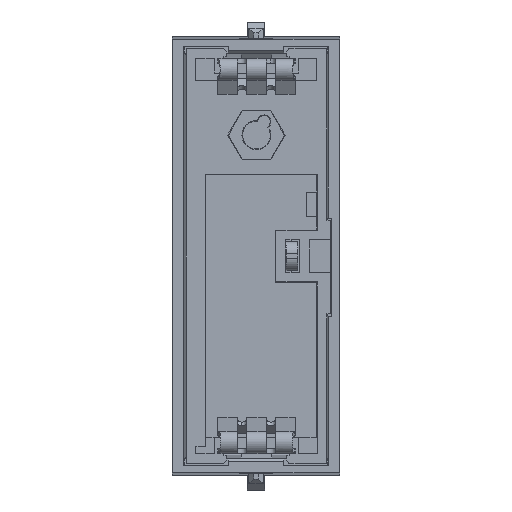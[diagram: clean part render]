
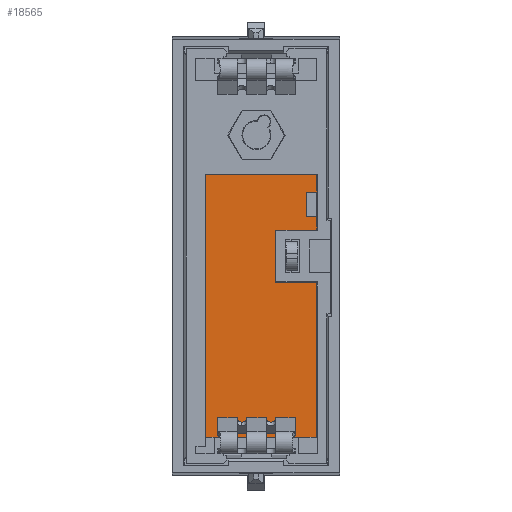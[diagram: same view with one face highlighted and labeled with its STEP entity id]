
A CAD part, front view. The second image highlights one B-rep face of the part: STEP entity #18565.
In plain terms, the highlighted planar face has unit normal (0, -1, 0).
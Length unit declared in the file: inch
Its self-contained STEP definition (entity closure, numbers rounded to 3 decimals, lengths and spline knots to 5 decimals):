
#71 = CARTESIAN_POINT ( 'NONE',  ( 0.2361, -0.6811, 0.3 ) ) ;
#119 = ORIENTED_EDGE ( 'NONE', *, *, #14459, .T. ) ;
#326 = EDGE_CURVE ( 'NONE', #13384, #21170, #14838, .T. ) ;
#350 = CARTESIAN_POINT ( 'NONE',  ( 0.11126, -0.6811, 0.145 ) ) ;
#853 = DIRECTION ( 'NONE',  ( 1., 0., 0. ) ) ;
#979 = EDGE_CURVE ( 'NONE', #20934, #2214, #19334, .T. ) ;
#1079 = CARTESIAN_POINT ( 'NONE',  ( 0.2789, -0.6811, -0.067 ) ) ;
#1318 = LINE ( 'NONE', #7615, #19386 ) ;
#1595 = DIRECTION ( 'NONE',  ( 1., 0., 0. ) ) ;
#1924 = LINE ( 'NONE', #13692, #17928 ) ;
#2001 = CARTESIAN_POINT ( 'NONE',  ( 0.23464, -0.6811, 0.34646 ) ) ;
#2022 = DIRECTION ( 'NONE',  ( 0., 1., 0. ) ) ;
#2208 = VECTOR ( 'NONE', #13617, 39.37008 ) ;
#2214 = VERTEX_POINT ( 'NONE', #350 ) ;
#2360 = VERTEX_POINT ( 'NONE', #24903 ) ;
#2412 = VERTEX_POINT ( 'NONE', #18897 ) ;
#2851 = LINE ( 'NONE', #7189, #11644 ) ;
#3544 = CARTESIAN_POINT ( 'NONE',  ( 0.23464, -0.6811, 0.2 ) ) ;
#3594 = AXIS2_PLACEMENT_3D ( 'NONE', #19934, #2022, #8202 ) ;
#3606 = CARTESIAN_POINT ( 'NONE',  ( 0.11126, -0.6811, -0.067 ) ) ;
#4246 = LINE ( 'NONE', #71, #9621 ) ;
#4397 = CARTESIAN_POINT ( 'NONE',  ( 0.2361, -0.6811, 0.2 ) ) ;
#4845 = CARTESIAN_POINT ( 'NONE',  ( 0.2789, -0.6811, 0.2 ) ) ;
#5111 = EDGE_CURVE ( 'NONE', #2214, #13671, #1318, .T. ) ;
#5137 = ORIENTED_EDGE ( 'NONE', *, *, #10177, .T. ) ;
#5329 = VERTEX_POINT ( 'NONE', #12652 ) ;
#5359 = DIRECTION ( 'NONE',  ( 0., 0., 1. ) ) ;
#5493 = VECTOR ( 'NONE', #1595, 39.37008 ) ;
#5534 = LINE ( 'NONE', #5666, #2208 ) ;
#5666 = CARTESIAN_POINT ( 'NONE',  ( 0.14173, -0.6811, -0.69882 ) ) ;
#6229 = PLANE ( 'NONE',  #3594 ) ;
#7189 = CARTESIAN_POINT ( 'NONE',  ( 0.2789, -0.6811, 0.37307 ) ) ;
#7302 = EDGE_CURVE ( 'NONE', #2412, #5329, #23938, .T. ) ;
#7578 = CARTESIAN_POINT ( 'NONE',  ( -0.17457, -0.6811, -0.69882 ) ) ;
#7615 = CARTESIAN_POINT ( 'NONE',  ( 0.11126, -0.6811, 0.145 ) ) ;
#8202 = DIRECTION ( 'NONE',  ( 1., 0., 0. ) ) ;
#8315 = DIRECTION ( 'NONE',  ( -1., 0., 0. ) ) ;
#8485 = ORIENTED_EDGE ( 'NONE', *, *, #7302, .T. ) ;
#8655 = VECTOR ( 'NONE', #10002, 39.37008 ) ;
#8783 = EDGE_LOOP ( 'NONE', ( #18732, #22464, #15964, #8485, #20471, #21469, #5137, #24446, #16813, #23595, #119, #19148 ) ) ;
#9533 = EDGE_CURVE ( 'NONE', #2360, #25308, #4246, .T. ) ;
#9553 = CARTESIAN_POINT ( 'NONE',  ( 0.24826, -0.6811, 0.145 ) ) ;
#9621 = VECTOR ( 'NONE', #8315, 39.37008 ) ;
#10002 = DIRECTION ( 'NONE',  ( 0., 0., 1. ) ) ;
#10177 = EDGE_CURVE ( 'NONE', #14049, #21419, #1924, .T. ) ;
#10396 = FACE_OUTER_BOUND ( 'NONE', #8783, .T. ) ;
#11145 = EDGE_CURVE ( 'NONE', #5329, #11615, #24948, .T. ) ;
#11424 = CARTESIAN_POINT ( 'NONE',  ( 0.2789, -0.6811, -0.69882 ) ) ;
#11615 = VERTEX_POINT ( 'NONE', #7578 ) ;
#11644 = VECTOR ( 'NONE', #5359, 39.37008 ) ;
#11941 = EDGE_CURVE ( 'NONE', #13671, #21419, #17160, .T. ) ;
#12206 = LINE ( 'NONE', #2001, #8655 ) ;
#12652 = CARTESIAN_POINT ( 'NONE',  ( -0.17457, -0.6811, 0.37307 ) ) ;
#13219 = DIRECTION ( 'NONE',  ( 0., 0., 1. ) ) ;
#13384 = VERTEX_POINT ( 'NONE', #3544 ) ;
#13617 = DIRECTION ( 'NONE',  ( -1., 0., 0. ) ) ;
#13671 = VERTEX_POINT ( 'NONE', #3606 ) ;
#13692 = CARTESIAN_POINT ( 'NONE',  ( 0.2789, -0.6811, 0.37307 ) ) ;
#14049 = VERTEX_POINT ( 'NONE', #11424 ) ;
#14459 = EDGE_CURVE ( 'NONE', #20934, #21170, #19358, .T. ) ;
#14838 = LINE ( 'NONE', #4397, #20316 ) ;
#15034 = CARTESIAN_POINT ( 'NONE',  ( -0.17457, -0.6811, 0.37307 ) ) ;
#15200 = CARTESIAN_POINT ( 'NONE',  ( 0.2789, -0.6811, -0.067 ) ) ;
#15561 = DIRECTION ( 'NONE',  ( -1., 0., 0. ) ) ;
#15641 = EDGE_CURVE ( 'NONE', #14049, #11615, #5534, .T. ) ;
#15964 = ORIENTED_EDGE ( 'NONE', *, *, #21607, .T. ) ;
#16111 = DIRECTION ( 'NONE',  ( -1., 0., 0. ) ) ;
#16702 = VECTOR ( 'NONE', #18822, 39.37008 ) ;
#16813 = ORIENTED_EDGE ( 'NONE', *, *, #5111, .F. ) ;
#17000 = VECTOR ( 'NONE', #15561, 39.37008 ) ;
#17160 = LINE ( 'NONE', #15200, #5493 ) ;
#17532 = CARTESIAN_POINT ( 'NONE',  ( 0.2789, -0.6811, 0.37307 ) ) ;
#17928 = VECTOR ( 'NONE', #23874, 39.37008 ) ;
#18565 = ADVANCED_FACE ( 'NONE', ( #10396 ), #6229, .F. ) ;
#18691 = VECTOR ( 'NONE', #16111, 39.37008 ) ;
#18732 = ORIENTED_EDGE ( 'NONE', *, *, #19495, .T. ) ;
#18811 = CARTESIAN_POINT ( 'NONE',  ( 0.23464, -0.6811, 0.3 ) ) ;
#18822 = DIRECTION ( 'NONE',  ( 0., 0., -1. ) ) ;
#18897 = CARTESIAN_POINT ( 'NONE',  ( 0.2789, -0.6811, 0.37307 ) ) ;
#19148 = ORIENTED_EDGE ( 'NONE', *, *, #326, .F. ) ;
#19334 = LINE ( 'NONE', #9553, #17000 ) ;
#19358 = LINE ( 'NONE', #17532, #21782 ) ;
#19386 = VECTOR ( 'NONE', #21687, 39.37008 ) ;
#19495 = EDGE_CURVE ( 'NONE', #13384, #25308, #12206, .T. ) ;
#19934 = CARTESIAN_POINT ( 'NONE',  ( 0.14173, -0.6811, 0.34646 ) ) ;
#20316 = VECTOR ( 'NONE', #853, 39.37008 ) ;
#20471 = ORIENTED_EDGE ( 'NONE', *, *, #11145, .T. ) ;
#20934 = VERTEX_POINT ( 'NONE', #22093 ) ;
#21170 = VERTEX_POINT ( 'NONE', #4845 ) ;
#21419 = VERTEX_POINT ( 'NONE', #1079 ) ;
#21469 = ORIENTED_EDGE ( 'NONE', *, *, #15641, .F. ) ;
#21607 = EDGE_CURVE ( 'NONE', #2360, #2412, #2851, .T. ) ;
#21687 = DIRECTION ( 'NONE',  ( 0., 0., -1. ) ) ;
#21782 = VECTOR ( 'NONE', #13219, 39.37008 ) ;
#21976 = CARTESIAN_POINT ( 'NONE',  ( -0.14173, -0.6811, 0.37307 ) ) ;
#22093 = CARTESIAN_POINT ( 'NONE',  ( 0.2789, -0.6811, 0.145 ) ) ;
#22464 = ORIENTED_EDGE ( 'NONE', *, *, #9533, .F. ) ;
#23595 = ORIENTED_EDGE ( 'NONE', *, *, #979, .F. ) ;
#23874 = DIRECTION ( 'NONE',  ( 0., 0., 1. ) ) ;
#23938 = LINE ( 'NONE', #21976, #18691 ) ;
#24446 = ORIENTED_EDGE ( 'NONE', *, *, #11941, .F. ) ;
#24903 = CARTESIAN_POINT ( 'NONE',  ( 0.2789, -0.6811, 0.3 ) ) ;
#24948 = LINE ( 'NONE', #15034, #16702 ) ;
#25308 = VERTEX_POINT ( 'NONE', #18811 ) ;
